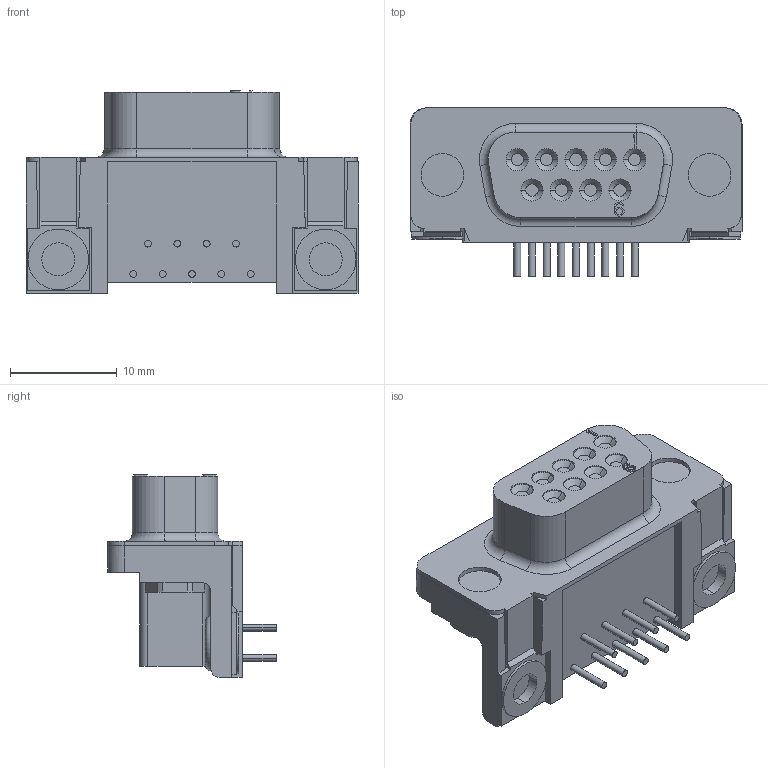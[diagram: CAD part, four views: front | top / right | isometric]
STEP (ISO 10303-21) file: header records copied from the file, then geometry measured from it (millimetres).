
FILE_DESCRIPTION((''),'2;1');
FILE_NAME('C-5745781-4','2018-12-26T04:14:10',('workeradm'),('TE Connectivity Ltd.'),'CREO PARAMETRIC BY PTC INC, 2018190','CREO PARAMETRIC BY PTC INC, 2018190','');
FILE_SCHEMA(('AUTOMOTIVE_DESIGN { 1 0 10303 214 1 1 1 1 }'));
Length unit declared in the file: inch
Products named in the file (1): C-5745781-4
Bounding box: 31.04 x 15.72 x 18.95 mm (x, y, z)
Volume: 3449.6 mm3; surface area: 2547.5 mm2
Topology: 1 solids, 1 shells, 367 faces, 965 edges, 622 vertices
Faces by surface type: plane 235, cylinder 102, bspline 18, torus 12
Entity records: 11916 total; most frequent: CARTESIAN_POINT 2632, ORIENTED_EDGE 1930, DIRECTION 1909, EDGE_CURVE 965, VECTOR 695, LINE 695, VERTEX_POINT 622, AXIS2_PLACEMENT_3D 607
